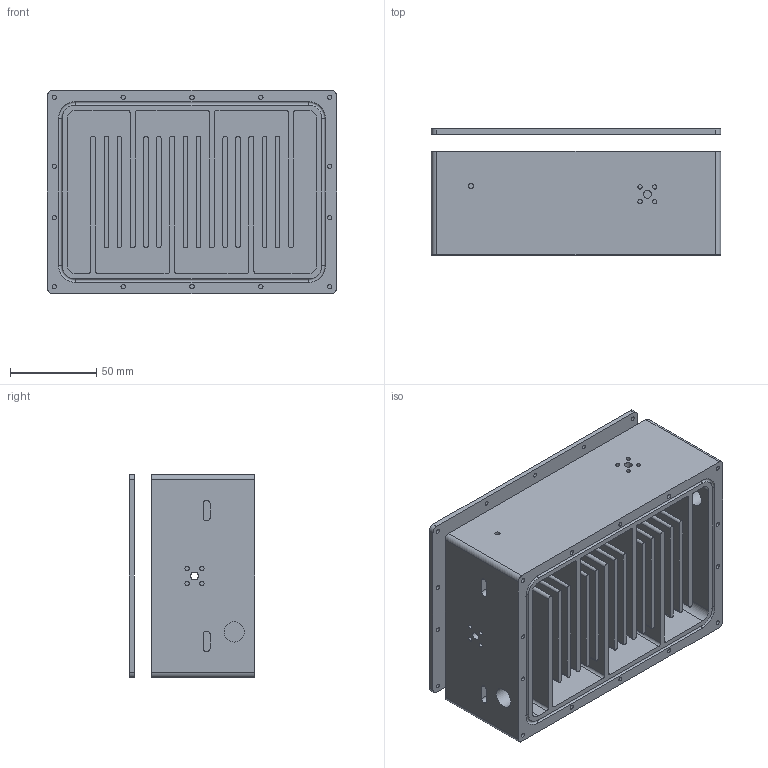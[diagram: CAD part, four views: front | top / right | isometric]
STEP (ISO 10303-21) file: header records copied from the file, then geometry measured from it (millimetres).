
FILE_DESCRIPTION(/* description */ (''),/* implementation_level */ '2;1');
FILE_NAME(/* name */ 'Caixa PA 250W v10.step',/* time_stamp */ '2021-06-09T20:36:17+01:00',/* author */ (''),/* organization */ (''),/* preprocessor_version */ 'ST-DEVELOPER v18.1',/* originating_system */ 'Autodesk Translation Framework v10.9.0.1377',/* authorisation */ '');
FILE_SCHEMA (('AUTOMOTIVE_DESIGN { 1 0 10303 214 3 1 1 }'));
Length unit declared in the file: millimetre
Products named in the file (1): Caixa PA 250W
Bounding box: 168 x 73 x 118 mm (x, y, z)
Volume: 494047.5 mm3; surface area: 197586.6 mm2
Topology: 2 solids, 2 shells, 292 faces, 683 edges, 454 vertices
Faces by surface type: cylinder 145, plane 143, torus 4
Full cylindrical faces by diameter (mm): 2.5 x70, 3 x1, 4.6 x3, 5.8 x1, 11.8 x2
Entity records: 8633 total; most frequent: DIRECTION 1571, CARTESIAN_POINT 1430, ORIENTED_EDGE 1366, EDGE_CURVE 683, AXIS2_PLACEMENT_3D 595, VERTEX_POINT 454, EDGE_LOOP 415, LINE 381
